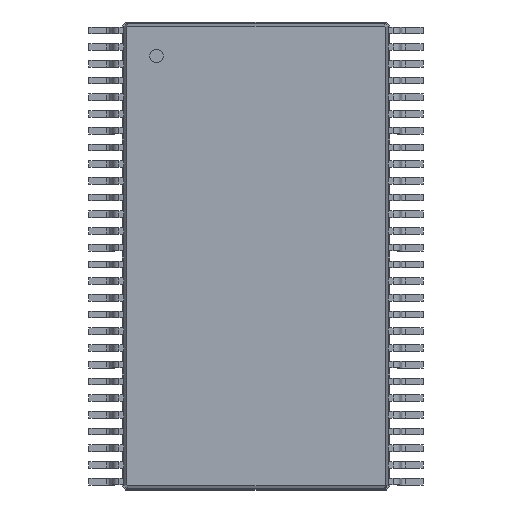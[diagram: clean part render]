
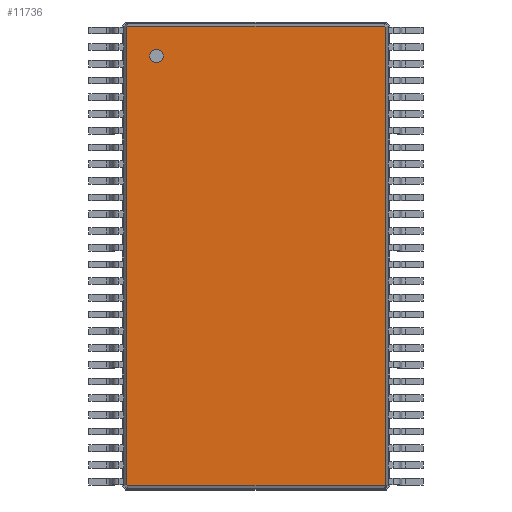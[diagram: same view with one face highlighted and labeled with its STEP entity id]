
A CAD part, top view. The second image highlights one B-rep face of the part: STEP entity #11736.
In plain terms, the highlighted planar face has unit normal (0, 0, 1).
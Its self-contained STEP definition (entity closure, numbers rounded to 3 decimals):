
#13=DIRECTION('',(0.,0.,1.));
#27=VECTOR('',#28,1.);
#28=DIRECTION('',(1.,0.,0.));
#51=VECTOR('',#52,1.);
#52=DIRECTION('',(0.707,-0.707,0.));
#58=VECTOR('',#59,1.);
#59=DIRECTION('',(0.,-1.,0.));
#65=VECTOR('',#66,1.);
#66=DIRECTION('',(-0.707,-0.707,0.));
#72=VECTOR('',#73,1.);
#73=DIRECTION('',(-1.,0.,0.));
#79=VECTOR('',#80,1.);
#80=DIRECTION('',(-0.707,0.707,0.));
#86=VECTOR('',#87,1.);
#87=DIRECTION('',(0.,1.,0.));
#91=VECTOR('',#92,1.);
#92=DIRECTION('',(0.707,0.707,0.));
#3241=VERTEX_POINT('',#3242);
#3242=CARTESIAN_POINT('',(-3.879,6.839,1.2));
#3244=ORIENTED_EDGE('',*,*,#3245,.F.);
#3245=EDGE_CURVE('',#3246,#3241,#3248,.T.);
#3246=VERTEX_POINT('',#3247);
#3247=CARTESIAN_POINT('',(-3.879,-6.839,1.2));
#3248=LINE('',#3247,#86);
#3259=VERTEX_POINT('',#3260);
#3260=CARTESIAN_POINT('',(-3.839,6.879,1.2));
#3262=ORIENTED_EDGE('',*,*,#3263,.F.);
#3263=EDGE_CURVE('',#3241,#3259,#3264,.T.);
#3264=LINE('',#3242,#91);
#3273=VERTEX_POINT('',#3274);
#3274=CARTESIAN_POINT('',(3.839,6.879,1.2));
#3276=ORIENTED_EDGE('',*,*,#3277,.F.);
#3277=EDGE_CURVE('',#3259,#3273,#3278,.T.);
#3278=LINE('',#3260,#27);
#3287=VERTEX_POINT('',#3288);
#3288=CARTESIAN_POINT('',(3.879,6.839,1.2));
#3290=ORIENTED_EDGE('',*,*,#3291,.F.);
#3291=EDGE_CURVE('',#3273,#3287,#3292,.T.);
#3292=LINE('',#3274,#51);
#3525=VERTEX_POINT('',#3526);
#3526=CARTESIAN_POINT('',(3.879,-6.839,1.2));
#3528=ORIENTED_EDGE('',*,*,#3529,.F.);
#3529=EDGE_CURVE('',#3287,#3525,#3530,.T.);
#3530=LINE('',#3288,#58);
#11736=ADVANCED_FACE('',(#11737,#11752),#11762,.T.);
#11737=FACE_BOUND('',#11738,.T.);
#11738=EDGE_LOOP('',(#3276,#3262,#3244,#11739,#11744,#11749,#3528,#3290));
#11739=ORIENTED_EDGE('',*,*,#11740,.F.);
#11740=EDGE_CURVE('',#11741,#3246,#11743,.T.);
#11741=VERTEX_POINT('',#11742);
#11742=CARTESIAN_POINT('',(-3.839,-6.879,1.2));
#11743=LINE('',#11742,#79);
#11744=ORIENTED_EDGE('',*,*,#11745,.F.);
#11745=EDGE_CURVE('',#11746,#11741,#11748,.T.);
#11746=VERTEX_POINT('',#11747);
#11747=CARTESIAN_POINT('',(3.839,-6.879,1.2));
#11748=LINE('',#11747,#72);
#11749=ORIENTED_EDGE('',*,*,#11750,.F.);
#11750=EDGE_CURVE('',#3525,#11746,#11751,.T.);
#11751=LINE('',#3526,#65);
#11752=FACE_BOUND('',#11753,.T.);
#11753=EDGE_LOOP('',(#11754));
#11754=ORIENTED_EDGE('',*,*,#11755,.T.);
#11755=EDGE_CURVE('',#11756,#11756,#11758,.T.);
#11756=VERTEX_POINT('',#11757);
#11757=CARTESIAN_POINT('',(-2.979,5.779,1.2));
#11758=CIRCLE('',#11759,0.2);
#11759=AXIS2_PLACEMENT_3D('',#11760,#11761,#59);
#11760=CARTESIAN_POINT('',(-2.979,5.979,1.2));
#11761=DIRECTION('',(0.,-0.,-1.));
#11762=PLANE('',#11763);
#11763=AXIS2_PLACEMENT_3D('',#3260,#13,#11764);
#11764=DIRECTION('',(0.487,-0.873,0.));
